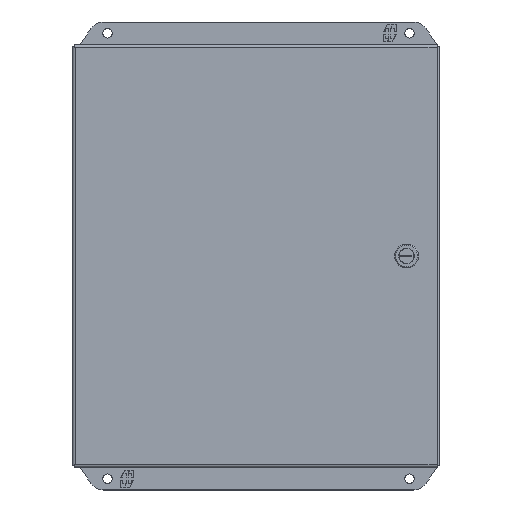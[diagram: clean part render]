
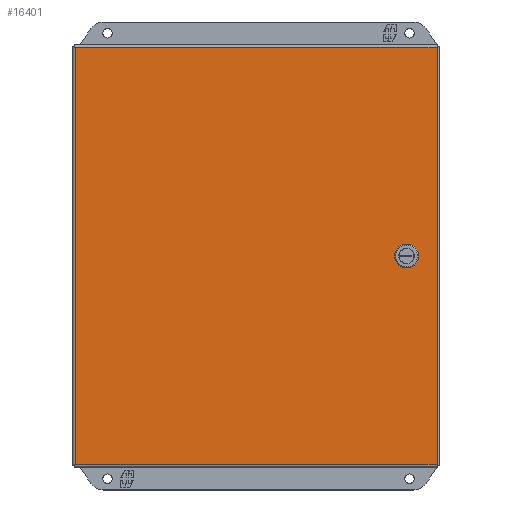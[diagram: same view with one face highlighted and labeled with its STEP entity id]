
A CAD part, front view. The second image highlights one B-rep face of the part: STEP entity #16401.
In plain terms, the highlighted planar face has unit normal (0, -1, 0).
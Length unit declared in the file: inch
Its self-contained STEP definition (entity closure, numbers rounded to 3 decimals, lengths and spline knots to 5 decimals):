
#39 = LINE ( 'NONE', #437, #13254 ) ;
#286 = EDGE_CURVE ( 'NONE', #15351, #19176, #10351, .T. ) ;
#303 = ORIENTED_EDGE ( 'NONE', *, *, #15287, .T. ) ;
#437 = CARTESIAN_POINT ( 'NONE',  ( -6.07332, -6.61133, -6.914 ) ) ;
#464 = AXIS2_PLACEMENT_3D ( 'NONE', #8411, #551, #12381 ) ;
#551 = DIRECTION ( 'NONE',  ( 0., -1., 0. ) ) ;
#593 = VECTOR ( 'NONE', #24425, 39.37008 ) ;
#660 = CARTESIAN_POINT ( 'NONE',  ( 4.83109, -6.61133, 0.331 ) ) ;
#1564 = LINE ( 'NONE', #25862, #3435 ) ;
#1711 = CARTESIAN_POINT ( 'NONE',  ( 4.98226, -6.61133, -0.331 ) ) ;
#2466 = EDGE_LOOP ( 'NONE', ( #303, #6803, #12230, #8957 ) ) ;
#2541 = CARTESIAN_POINT ( 'NONE',  ( -6.07332, -6.61133, 6.914 ) ) ;
#2739 = VERTEX_POINT ( 'NONE', #19444 ) ;
#3338 = VECTOR ( 'NONE', #6681, 39.37008 ) ;
#3435 = VECTOR ( 'NONE', #23885, 39.37008 ) ;
#3469 = VERTEX_POINT ( 'NONE', #25169 ) ;
#3938 = DIRECTION ( 'NONE',  ( 1., 0., 0. ) ) ;
#4227 = VERTEX_POINT ( 'NONE', #7688 ) ;
#4465 = CARTESIAN_POINT ( 'NONE',  ( 5.91268, -6.61133, -6.914 ) ) ;
#4524 = CARTESIAN_POINT ( 'NONE',  ( 5.91268, -6.61133, -6.914 ) ) ;
#4557 = CARTESIAN_POINT ( 'NONE',  ( 4.83109, -6.61133, -0.331 ) ) ;
#4842 = LINE ( 'NONE', #13122, #10952 ) ;
#5145 = EDGE_CURVE ( 'NONE', #19115, #22791, #22563, .T. ) ;
#5707 = PLANE ( 'NONE',  #464 ) ;
#6410 = DIRECTION ( 'NONE',  ( -0.707, 0., -0.707 ) ) ;
#6545 = ORIENTED_EDGE ( 'NONE', *, *, #286, .F. ) ;
#6681 = DIRECTION ( 'NONE',  ( 0., 0., 1. ) ) ;
#6803 = ORIENTED_EDGE ( 'NONE', *, *, #17895, .T. ) ;
#7660 = CARTESIAN_POINT ( 'NONE',  ( 5.23768, -6.61133, -0.07559 ) ) ;
#7688 = CARTESIAN_POINT ( 'NONE',  ( 4.98226, -6.61133, 0.331 ) ) ;
#8069 = VECTOR ( 'NONE', #17659, 39.37008 ) ;
#8157 = FACE_OUTER_BOUND ( 'NONE', #2466, .T. ) ;
#8411 = CARTESIAN_POINT ( 'NONE',  ( -6.07332, -6.61133, -6.914 ) ) ;
#8774 = EDGE_CURVE ( 'NONE', #25878, #3469, #22200, .T. ) ;
#8928 = VECTOR ( 'NONE', #22369, 39.37008 ) ;
#8957 = ORIENTED_EDGE ( 'NONE', *, *, #10845, .T. ) ;
#9517 = VERTEX_POINT ( 'NONE', #4524 ) ;
#9646 = LINE ( 'NONE', #23717, #8069 ) ;
#9670 = ORIENTED_EDGE ( 'NONE', *, *, #5145, .F. ) ;
#9810 = ORIENTED_EDGE ( 'NONE', *, *, #16949, .F. ) ;
#10249 = EDGE_CURVE ( 'NONE', #22791, #21196, #17992, .T. ) ;
#10283 = ORIENTED_EDGE ( 'NONE', *, *, #18812, .F. ) ;
#10351 = LINE ( 'NONE', #22311, #18276 ) ;
#10621 = DIRECTION ( 'NONE',  ( -1., 0., 0. ) ) ;
#10845 = EDGE_CURVE ( 'NONE', #3469, #9517, #39, .T. ) ;
#10898 = CARTESIAN_POINT ( 'NONE',  ( 4.98226, -6.61133, -0.331 ) ) ;
#10952 = VECTOR ( 'NONE', #10621, 39.37008 ) ;
#11788 = VERTEX_POINT ( 'NONE', #7660 ) ;
#11800 = VECTOR ( 'NONE', #21649, 39.37008 ) ;
#11908 = CARTESIAN_POINT ( 'NONE',  ( -6.07332, -6.61133, 6.914 ) ) ;
#12230 = ORIENTED_EDGE ( 'NONE', *, *, #8774, .T. ) ;
#12381 = DIRECTION ( 'NONE',  ( 0., 0., -1. ) ) ;
#12580 = DIRECTION ( 'NONE',  ( 0.707, 0., -0.707 ) ) ;
#12728 = EDGE_LOOP ( 'NONE', ( #15884, #9670, #20422, #6545, #9810, #23990, #10283, #13710 ) ) ;
#13122 = CARTESIAN_POINT ( 'NONE',  ( 4.83109, -6.61133, 0.331 ) ) ;
#13254 = VECTOR ( 'NONE', #18303, 39.37008 ) ;
#13374 = LINE ( 'NONE', #23482, #11800 ) ;
#13710 = ORIENTED_EDGE ( 'NONE', *, *, #20300, .F. ) ;
#14044 = VERTEX_POINT ( 'NONE', #19794 ) ;
#15287 = EDGE_CURVE ( 'NONE', #9517, #14044, #22713, .T. ) ;
#15351 = VERTEX_POINT ( 'NONE', #660 ) ;
#15884 = ORIENTED_EDGE ( 'NONE', *, *, #10249, .F. ) ;
#16401 = ADVANCED_FACE ( 'NONE', ( #23707, #8157 ), #5707, .T. ) ;
#16609 = DIRECTION ( 'NONE',  ( -1., 0., 0. ) ) ;
#16949 = EDGE_CURVE ( 'NONE', #4227, #15351, #4842, .T. ) ;
#17112 = EDGE_CURVE ( 'NONE', #2739, #4227, #13374, .T. ) ;
#17659 = DIRECTION ( 'NONE',  ( 0., 0., 1. ) ) ;
#17895 = EDGE_CURVE ( 'NONE', #14044, #25878, #20425, .T. ) ;
#17992 = LINE ( 'NONE', #1711, #18252 ) ;
#18252 = VECTOR ( 'NONE', #3938, 39.37008 ) ;
#18276 = VECTOR ( 'NONE', #6410, 39.37008 ) ;
#18299 = LINE ( 'NONE', #20266, #8928 ) ;
#18303 = DIRECTION ( 'NONE',  ( 1., 0., 0. ) ) ;
#18812 = EDGE_CURVE ( 'NONE', #11788, #2739, #9646, .T. ) ;
#18958 = VECTOR ( 'NONE', #16609, 39.37008 ) ;
#19115 = VERTEX_POINT ( 'NONE', #20653 ) ;
#19176 = VERTEX_POINT ( 'NONE', #22112 ) ;
#19444 = CARTESIAN_POINT ( 'NONE',  ( 5.23768, -6.61133, 0.07559 ) ) ;
#19794 = CARTESIAN_POINT ( 'NONE',  ( 5.91268, -6.61133, 6.914 ) ) ;
#20266 = CARTESIAN_POINT ( 'NONE',  ( 4.57568, -6.61133, -0.07559 ) ) ;
#20300 = EDGE_CURVE ( 'NONE', #21196, #11788, #1564, .T. ) ;
#20422 = ORIENTED_EDGE ( 'NONE', *, *, #23555, .F. ) ;
#20425 = LINE ( 'NONE', #2541, #18958 ) ;
#20653 = CARTESIAN_POINT ( 'NONE',  ( 4.57568, -6.61133, -0.07559 ) ) ;
#21196 = VERTEX_POINT ( 'NONE', #10898 ) ;
#21649 = DIRECTION ( 'NONE',  ( -0.707, 0., 0.707 ) ) ;
#22079 = VECTOR ( 'NONE', #12580, 39.37008 ) ;
#22112 = CARTESIAN_POINT ( 'NONE',  ( 4.57568, -6.61133, 0.07559 ) ) ;
#22200 = LINE ( 'NONE', #22326, #593 ) ;
#22311 = CARTESIAN_POINT ( 'NONE',  ( 4.57568, -6.61133, 0.07559 ) ) ;
#22326 = CARTESIAN_POINT ( 'NONE',  ( -6.07332, -6.61133, -6.914 ) ) ;
#22369 = DIRECTION ( 'NONE',  ( 0., 0., -1. ) ) ;
#22563 = LINE ( 'NONE', #4557, #22079 ) ;
#22711 = CARTESIAN_POINT ( 'NONE',  ( 4.83109, -6.61133, -0.331 ) ) ;
#22713 = LINE ( 'NONE', #4465, #3338 ) ;
#22791 = VERTEX_POINT ( 'NONE', #22711 ) ;
#23482 = CARTESIAN_POINT ( 'NONE',  ( 4.98226, -6.61133, 0.331 ) ) ;
#23555 = EDGE_CURVE ( 'NONE', #19176, #19115, #18299, .T. ) ;
#23707 = FACE_BOUND ( 'NONE', #12728, .T. ) ;
#23717 = CARTESIAN_POINT ( 'NONE',  ( 5.23768, -6.61133, 0.07559 ) ) ;
#23885 = DIRECTION ( 'NONE',  ( 0.707, 0., 0.707 ) ) ;
#23990 = ORIENTED_EDGE ( 'NONE', *, *, #17112, .F. ) ;
#24425 = DIRECTION ( 'NONE',  ( 0., 0., -1. ) ) ;
#25169 = CARTESIAN_POINT ( 'NONE',  ( -6.07332, -6.61133, -6.914 ) ) ;
#25862 = CARTESIAN_POINT ( 'NONE',  ( 5.23768, -6.61133, -0.07559 ) ) ;
#25878 = VERTEX_POINT ( 'NONE', #11908 ) ;
